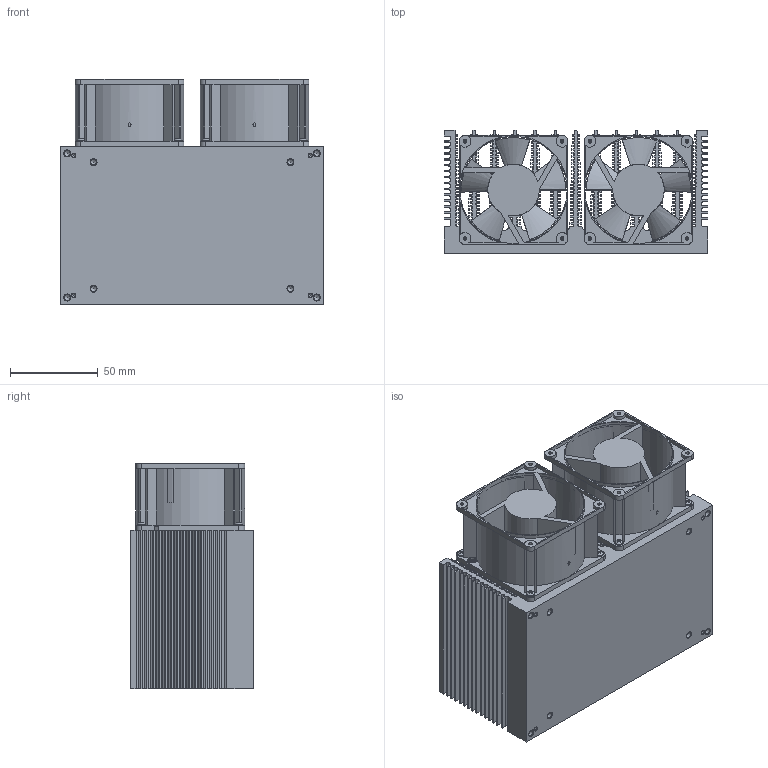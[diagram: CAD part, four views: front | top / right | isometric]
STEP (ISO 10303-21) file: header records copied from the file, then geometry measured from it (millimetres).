
FILE_DESCRIPTION (( 'STEP AP203' ), '1' );
FILE_NAME ('PE15G5060F ¦ FMAMG5060F_3D.step', '2020-06-18T14:13:00', ( '' ), ( '' ), 'SwSTEP 2.0', 'SolidWorks 2018', '' );
FILE_SCHEMA (( 'CONFIG_CONTROL_DESIGN' ));
Products named in the file (1): PE15G5060F ｦ FMAMG5060F_3D
Bounding box: 150 x 70 x 128 mm (x, y, z)
Volume: 488027.8 mm3; surface area: 421388.6 mm2
Topology: 13 solids, 13 shells, 4814 faces, 14198 edges, 9462 vertices
Faces by surface type: plane 3076, cylinder 1648, bspline 76, cone 12, torus 2
Full cylindrical faces by diameter (mm): 2.05 x4, 2.096 x16, 2.5 x4, 2.925 x2, 3.3 x8, 4 x8, 4.788 x8, 29.25 x2, 60.938 x2
Entity records: 175413 total; most frequent: CARTESIAN_POINT 46171, ORIENTED_EDGE 28172, DIRECTION 25776, EDGE_CURVE 14086, VECTOR 10394, LINE 10394, VERTEX_POINT 9434, AXIS2_PLACEMENT_3D 7691
